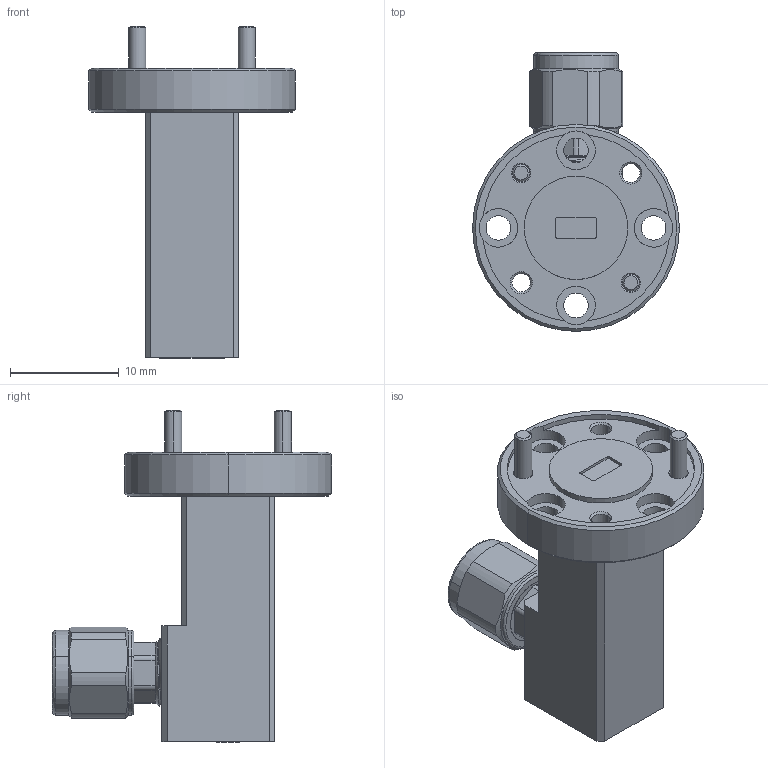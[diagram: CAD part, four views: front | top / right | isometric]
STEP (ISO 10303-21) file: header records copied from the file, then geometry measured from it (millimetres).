
FILE_DESCRIPTION (( 'STEP AP203' ), '1' );
FILE_NAME ('SWC-15EM-R1.STEP', '2023-07-03T18:55:34', ( '' ), ( '' ), 'SwSTEP 2.0', 'SolidWorks 2021', '' );
FILE_SCHEMA (( 'CONFIG_CONTROL_DESIGN' ));
Length unit declared in the file: inch
Products named in the file (1): SWC-15EM-R1
Bounding box: 19.05 x 25.69 x 30.57 mm (x, y, z)
Volume: 3266.9 mm3; surface area: 2196.2 mm2
Topology: 3 solids, 3 shells, 186 faces, 451 edges, 282 vertices
Faces by surface type: plane 71, cylinder 64, cone 41, bspline 10
Entity records: 6886 total; most frequent: CARTESIAN_POINT 2389, DIRECTION 956, ORIENTED_EDGE 902, EDGE_CURVE 451, AXIS2_PLACEMENT_3D 373, VERTEX_POINT 282, EDGE_LOOP 213, LINE 210
